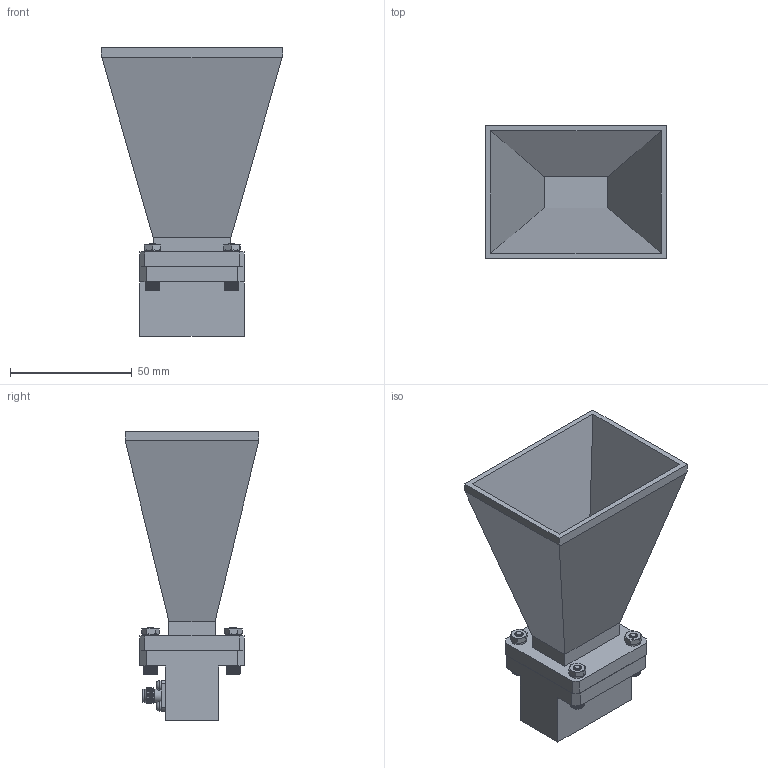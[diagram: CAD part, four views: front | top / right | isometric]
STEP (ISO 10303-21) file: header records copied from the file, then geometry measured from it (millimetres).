
FILE_DESCRIPTION (( 'STEP AP214' ), '1' );
FILE_NAME ('FMWAN102-15SF_3D.STEP', '2022-02-03T15:21:19', ( '' ), ( '' ), 'SwSTEP 2.0', 'SolidWorks 2021', '' );
FILE_SCHEMA (( 'AUTOMOTIVE_DESIGN' ));
Length unit declared in the file: inch
Products named in the file (6): PE9805; FMWAN102-15SF_3D; 6-LW; 6-32HN-NARROW_90730A007; 6-32SH-HXx.625_92196A150; PEWAN102-15
Assembly tree (14 placements, depth 2):
  FMWAN102-15SF_3D
    6-32HN-NARROW_90730A007  x4
    6-32SH-HXx.625_92196A150  x4
    6-LW  x4
    PE9805
    PEWAN102-15
Bounding box: 74.45 x 54.7 x 118.7 mm (x, y, z)
Volume: 80844.8 mm3; surface area: 46167.4 mm2
Topology: 14 solids, 19 shells, 1556 faces, 3828 edges, 2325 vertices
Faces by surface type: plane 696, cylinder 426, cone 404, bspline 20, torus 10
Entity records: 19480 total; most frequent: CARTESIAN_POINT 6989, ORIENTED_EDGE 2750, DIRECTION 2272, EDGE_CURVE 1375, VERTEX_POINT 846, AXIS2_PLACEMENT_3D 845, EDGE_LOOP 591, VECTOR 582
